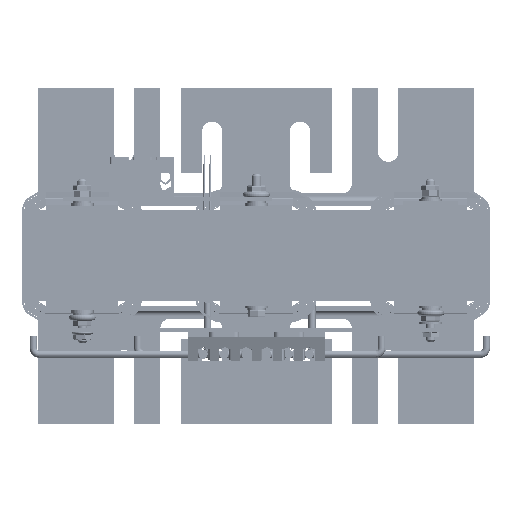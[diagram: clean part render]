
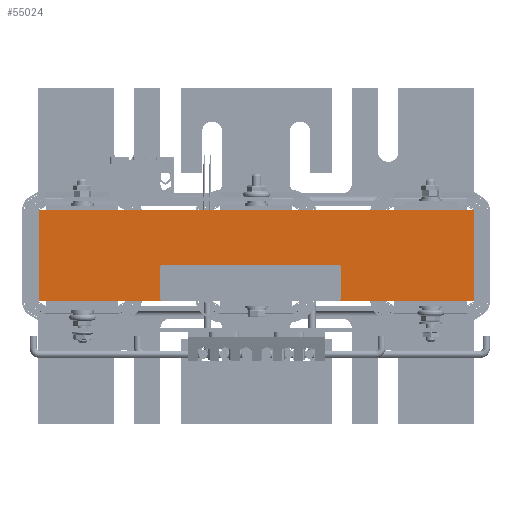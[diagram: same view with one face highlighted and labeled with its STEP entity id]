
A CAD part, front view. The second image highlights one B-rep face of the part: STEP entity #55024.
In plain terms, the highlighted planar face has unit normal (0, -1, 0).
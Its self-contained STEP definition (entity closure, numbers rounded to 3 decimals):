
#4865=FACE_OUTER_BOUND('',#7919,.T.);
#7919=EDGE_LOOP('',(#36604,#36605,#36606,#36607));
#11309=LINE('',#80312,#17031);
#11311=LINE('',#80317,#17033);
#11313=LINE('',#80321,#17035);
#11314=LINE('',#80322,#17036);
#17031=VECTOR('',#64057,0.394);
#17033=VECTOR('',#64061,0.394);
#17035=VECTOR('',#64065,0.394);
#17036=VECTOR('',#64066,0.394);
#22750=VERTEX_POINT('',#80306);
#22752=VERTEX_POINT('',#80310);
#22754=VERTEX_POINT('',#80315);
#22755=VERTEX_POINT('',#80320);
#28265=EDGE_CURVE('',#22750,#22752,#11309,.T.);
#28267=EDGE_CURVE('',#22754,#22752,#11311,.T.);
#28269=EDGE_CURVE('',#22754,#22755,#11313,.T.);
#28270=EDGE_CURVE('',#22755,#22750,#11314,.T.);
#36604=ORIENTED_EDGE('',*,*,#28269,.T.);
#36605=ORIENTED_EDGE('',*,*,#28270,.T.);
#36606=ORIENTED_EDGE('',*,*,#28265,.T.);
#36607=ORIENTED_EDGE('',*,*,#28267,.F.);
#53197=PLANE('',#58754);
#55024=ADVANCED_FACE('',(#4865),#53197,.T.);
#58754=AXIS2_PLACEMENT_3D('',#80319,#64063,#64064);
#64057=DIRECTION('',(1.,0.,0.));
#64061=DIRECTION('',(0.,0.,-1.));
#64063=DIRECTION('center_axis',(0.,-1.,0.));
#64064=DIRECTION('ref_axis',(0.,0.,-1.));
#64065=DIRECTION('',(-1.,0.,0.));
#64066=DIRECTION('',(0.,0.,-1.));
#80306=CARTESIAN_POINT('',(0.003,0.003,-1.25));
#80310=CARTESIAN_POINT('',(12.003,0.003,-1.25));
#80312=CARTESIAN_POINT('',(12.003,0.003,-1.25));
#80315=CARTESIAN_POINT('',(12.003,0.003,1.25));
#80317=CARTESIAN_POINT('',(12.003,0.003,0.));
#80319=CARTESIAN_POINT('Origin',(12.003,0.003,0.));
#80320=CARTESIAN_POINT('',(0.003,0.003,1.25));
#80321=CARTESIAN_POINT('',(12.003,0.003,1.25));
#80322=CARTESIAN_POINT('',(0.003,0.003,0.));
